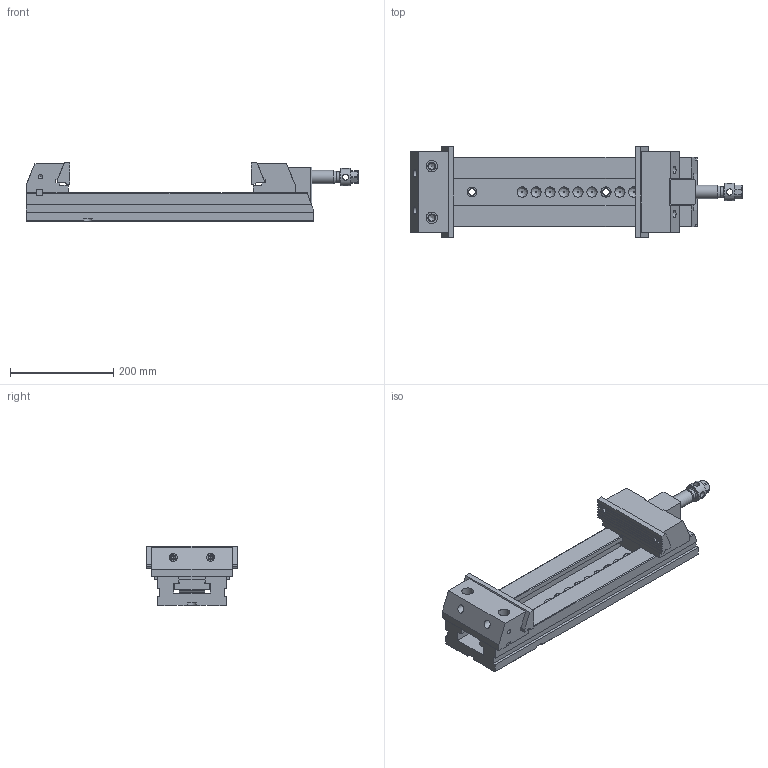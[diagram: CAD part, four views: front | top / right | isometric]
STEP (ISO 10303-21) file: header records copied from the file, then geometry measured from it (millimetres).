
FILE_DESCRIPTION(/* description */ (''),/* implementation_level */ '2;1');
FILE_NAME(/* name */ '30_175GS_Mordaza.stp',/* time_stamp */ '2013-11-04T10:59:37+01:00',/* author */ (''),/* organization */ (''),/* preprocessor_version */ 'ST-DEVELOPER v11',/* originating_system */ 'SIEMENS PLM Software NX 7.5',/* authorisation */ '');
FILE_SCHEMA (('CONFIG_CONTROL_DESIGN'));
Length unit declared in the file: millimetre
Products named in the file (1): 30_175GS_Mordaza
Bounding box: 642.23 x 175 x 114.5 mm (x, y, z)
Volume: 4471025.6 mm3; surface area: 551511.9 mm2
Topology: 12 solids, 12 shells, 475 faces, 1280 edges, 848 vertices
Faces by surface type: plane 312, cylinder 95, cone 44, bspline 13, torus 9, sphere 2
Full cylindrical faces by diameter (mm): 4.351 x1, 5.188 x5, 6.985 x4, 8.5 x4, 8.782 x6, 9.5 x2, 10 x2, 10.579 x4, 12 x4, 12.376 x2, 13 x6, 15 x6, 16 x2, 16.5 x1, 19 x6, 20 x3, 21.25 x1, 22 x2, 26 x1, 30 x2, 33.8 x1, 34 x3
Entity records: 14376 total; most frequent: CARTESIAN_POINT 3087, DIRECTION 2253, ORIENTED_EDGE 2144, EDGE_CURVE 1072, VERTEX_POINT 796, AXIS2_PLACEMENT_3D 762, LINE 729, VECTOR 729
